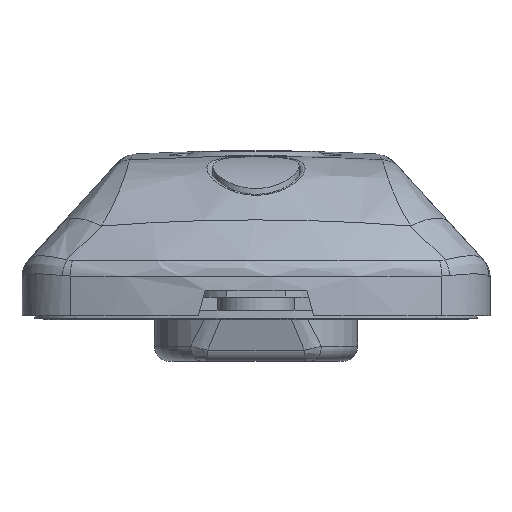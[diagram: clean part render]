
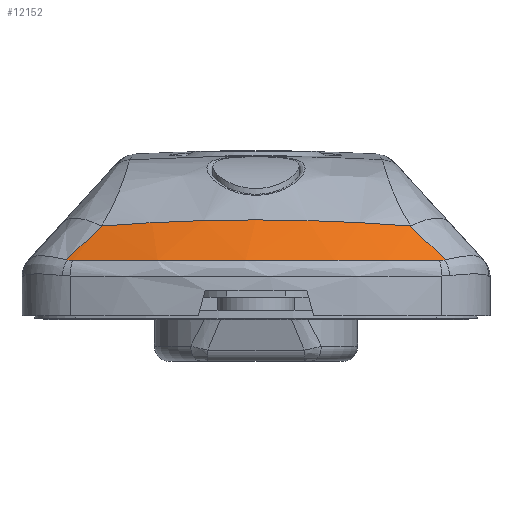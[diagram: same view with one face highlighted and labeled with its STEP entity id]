
A CAD part, front view. The second image highlights one B-rep face of the part: STEP entity #12152.
In plain terms, the highlighted free-form (B-spline) face has degree [3, 1] with [4, 2] control points.
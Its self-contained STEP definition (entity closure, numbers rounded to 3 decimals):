
#75 = CARTESIAN_POINT ( 'NONE',  ( -0.779, -51.83, 10.894 ) ) ;
#99 = CARTESIAN_POINT ( 'NONE',  ( -2.594, -45.17, 18.801 ) ) ;
#147 = CARTESIAN_POINT ( 'NONE',  ( 34.621, -45.686, 10.862 ) ) ;
#363 = EDGE_CURVE ( 'NONE', #19908, #16020, #21402, .T. ) ;
#527 = VERTEX_POINT ( 'NONE', #7117 ) ;
#1184 = ORIENTED_EDGE ( 'NONE', *, *, #363, .T. ) ;
#1485 = CARTESIAN_POINT ( 'NONE',  ( 37.193, -44.62, 10.938 ) ) ;
#1506 = CARTESIAN_POINT ( 'NONE',  ( 36.454, -44.98, 10.858 ) ) ;
#1547 = CARTESIAN_POINT ( 'NONE',  ( -35.049, -43.712, 13.044 ) ) ;
#1723 = CARTESIAN_POINT ( 'NONE',  ( 35.049, -43.712, 13.044 ) ) ;
#1807 = CARTESIAN_POINT ( 'NONE',  ( 6.159, -51.831, 10.894 ) ) ;
#1985 = CARTESIAN_POINT ( 'NONE',  ( 30.413, -41.471, 17.594 ) ) ;
#2061 = CARTESIAN_POINT ( 'NONE',  ( 27.916, -42.097, 17.798 ) ) ;
#2072 = ORIENTED_EDGE ( 'NONE', *, *, #13803, .T. ) ;
#3438 = CARTESIAN_POINT ( 'NONE',  ( -3.873, -51.758, 10.894 ) ) ;
#3490 = CARTESIAN_POINT ( 'NONE',  ( -32.789, -42.669, 15.263 ) ) ;
#3509 = CARTESIAN_POINT ( 'NONE',  ( 33.162, -46.209, 10.865 ) ) ;
#3654 = CARTESIAN_POINT ( 'NONE',  ( 28.738, -47.642, 10.873 ) ) ;
#3685 = B_SPLINE_CURVE_WITH_KNOTS ( 'NONE', 3,
 ( #7813, #6258, #11536, #18360 ),
 .UNSPECIFIED., .F., .F.,
 ( 4, 4 ),
 ( 0., 0.001 ),
 .UNSPECIFIED. ) ;
#3722 = EDGE_CURVE ( 'NONE', #16375, #9470, #21845, .T. ) ;
#3724 = CARTESIAN_POINT ( 'NONE',  ( -24.378, -49.018, 10.88 ) ) ;
#3757 = CARTESIAN_POINT ( 'NONE',  ( 20.37, -43.572, 18.278 ) ) ;
#4306 = ORIENTED_EDGE ( 'NONE', *, *, #20027, .T. ) ;
#4406 = B_SPLINE_CURVE_WITH_KNOTS ( 'NONE', 3,
 ( #15491, #2061, #13990, #3757, #20698, #18882, #6976, #20619, #99, #17434, #7207, #15648, #10403, #7057, #12114, #10332 ),
 .UNSPECIFIED., .F., .F.,
 ( 4, 2, 2, 2, 2, 2, 2, 4 ),
 ( 0.009, 0.017, 0.025, 0.04, 0.044, 0.048, 0.056, 0.071 ),
 .UNSPECIFIED. ) ;
#5217 = ORIENTED_EDGE ( 'NONE', *, *, #14525, .T. ) ;
#5297 = CARTESIAN_POINT ( 'NONE',  ( 32.789, -42.669, 15.263 ) ) ;
#5388 = CARTESIAN_POINT ( 'NONE',  ( 55., -39.028, 6.507 ) ) ;
#5464 = CARTESIAN_POINT ( 'NONE',  ( -20.597, -34., 39.5 ) ) ;
#5536 = CARTESIAN_POINT ( 'NONE',  ( 20.597, -61.685, 6.507 ) ) ;
#6258 = CARTESIAN_POINT ( 'NONE',  ( -36.829, -44.811, 10.884 ) ) ;
#6515 = CARTESIAN_POINT ( 'NONE',  ( 36.829, -44.811, 10.884 ) ) ;
#6885 = CARTESIAN_POINT ( 'NONE',  ( -12.325, -51.118, 10.891 ) ) ;
#6976 = CARTESIAN_POINT ( 'NONE',  ( 5.126, -45.191, 18.808 ) ) ;
#7057 = CARTESIAN_POINT ( 'NONE',  ( -20.456, -43.636, 18.299 ) ) ;
#7117 = CARTESIAN_POINT ( 'NONE',  ( -36.067, -45.129, 10.859 ) ) ;
#7207 = CARTESIAN_POINT ( 'NONE',  ( -6.459, -45.033, 18.756 ) ) ;
#7660 = CARTESIAN_POINT ( 'NONE',  ( -30.412, -41.471, 17.594 ) ) ;
#7813 = CARTESIAN_POINT ( 'NONE',  ( -37.193, -44.62, 10.938 ) ) ;
#8257 = FACE_OUTER_BOUND ( 'NONE', #12112, .T. ) ;
#8435 = CARTESIAN_POINT ( 'NONE',  ( 37.193, -44.62, 10.938 ) ) ;
#8648 = CARTESIAN_POINT ( 'NONE',  ( 30.222, -47.187, 10.87 ) ) ;
#8891 = ORIENTED_EDGE ( 'NONE', *, *, #3722, .T. ) ;
#9470 = VERTEX_POINT ( 'NONE', #11318 ) ;
#10306 = CARTESIAN_POINT ( 'NONE',  ( -1.551, -51.821, 10.894 ) ) ;
#10332 = CARTESIAN_POINT ( 'NONE',  ( -30.412, -41.471, 17.594 ) ) ;
#10403 = CARTESIAN_POINT ( 'NONE',  ( -12.854, -44.565, 18.603 ) ) ;
#10452 = CARTESIAN_POINT ( 'NONE',  ( 21.285, -49.596, 10.883 ) ) ;
#10674 = CARTESIAN_POINT ( 'NONE',  ( 20.597, -34., 39.5 ) ) ;
#11106 =( BOUNDED_SURFACE ( )  B_SPLINE_SURFACE ( 3, 1, ( 
 ( #5388, #17413 ),
 ( #5536, #10674 ),
 ( #17569, #5464 ),
 ( #15629, #12234 ) ),
 .UNSPECIFIED., .F., .F., .T. ) 
 B_SPLINE_SURFACE_WITH_KNOTS ( ( 4, 4 ),
 ( 2, 2 ),
 ( 0., 1. ),
 ( 0., 1. ),
 .UNSPECIFIED. ) 
 GEOMETRIC_REPRESENTATION_ITEM ( )  RATIONAL_B_SPLINE_SURFACE ( (
 ( 1., 1.),
 ( 0.89, 0.89),
 ( 0.89, 0.89),
 ( 1., 1.) ) ) 
 REPRESENTATION_ITEM ( '' )  SURFACE ( )  );
#11318 = CARTESIAN_POINT ( 'NONE',  ( -37.193, -44.62, 10.938 ) ) ;
#11436 = ORIENTED_EDGE ( 'NONE', *, *, #17018, .T. ) ;
#11536 = CARTESIAN_POINT ( 'NONE',  ( -36.454, -44.98, 10.858 ) ) ;
#11948 = CARTESIAN_POINT ( 'NONE',  ( 36.067, -45.129, 10.859 ) ) ;
#12112 = EDGE_LOOP ( 'NONE', ( #8891, #2072, #5217, #1184, #11436, #4306 ) ) ;
#12114 = CARTESIAN_POINT ( 'NONE',  ( -25.465, -42.712, 17.998 ) ) ;
#12152 = ADVANCED_FACE ( 'NONE', ( #8257 ), #11106, .F. ) ;
#12234 = CARTESIAN_POINT ( 'NONE',  ( -55., -11.343, 39.5 ) ) ;
#12300 = CARTESIAN_POINT ( 'NONE',  ( -6.192, -51.651, 10.893 ) ) ;
#13059 = VERTEX_POINT ( 'NONE', #1985 ) ;
#13310 = CARTESIAN_POINT ( 'NONE',  ( 36.067, -45.129, 10.859 ) ) ;
#13654 = CARTESIAN_POINT ( 'NONE',  ( -37.193, -44.62, 10.938 ) ) ;
#13672 = CARTESIAN_POINT ( 'NONE',  ( 36.067, -45.129, 10.859 ) ) ;
#13745 = CARTESIAN_POINT ( 'NONE',  ( 12.253, -51.268, 10.891 ) ) ;
#13803 = EDGE_CURVE ( 'NONE', #9470, #527, #3685, .T. ) ;
#13957 = CARTESIAN_POINT ( 'NONE',  ( -30.281, -47.356, 10.872 ) ) ;
#13990 = CARTESIAN_POINT ( 'NONE',  ( 25.406, -42.642, 17.975 ) ) ;
#14525 = EDGE_CURVE ( 'NONE', #527, #19908, #21358, .T. ) ;
#15099 = CARTESIAN_POINT ( 'NONE',  ( 37.193, -44.62, 10.938 ) ) ;
#15491 = CARTESIAN_POINT ( 'NONE',  ( 30.413, -41.471, 17.594 ) ) ;
#15545 = CARTESIAN_POINT ( 'NONE',  ( 24.278, -48.9, 10.88 ) ) ;
#15620 = CARTESIAN_POINT ( 'NONE',  ( -3.098, -51.785, 10.894 ) ) ;
#15629 = CARTESIAN_POINT ( 'NONE',  ( -55., -39.028, 6.507 ) ) ;
#15648 = CARTESIAN_POINT ( 'NONE',  ( -10.305, -44.799, 18.679 ) ) ;
#16020 = VERTEX_POINT ( 'NONE', #1485 ) ;
#16375 = VERTEX_POINT ( 'NONE', #7660 ) ;
#16875 = CARTESIAN_POINT ( 'NONE',  ( -30.412, -41.471, 17.594 ) ) ;
#17018 = EDGE_CURVE ( 'NONE', #16020, #13059, #18634, .T. ) ;
#17120 = CARTESIAN_POINT ( 'NONE',  ( -15.359, -50.696, 10.889 ) ) ;
#17262 = CARTESIAN_POINT ( 'NONE',  ( 30.413, -41.471, 17.594 ) ) ;
#17413 = CARTESIAN_POINT ( 'NONE',  ( 55., -11.343, 39.5 ) ) ;
#17434 = CARTESIAN_POINT ( 'NONE',  ( -5.173, -45.092, 18.775 ) ) ;
#17569 = CARTESIAN_POINT ( 'NONE',  ( -20.597, -61.685, 6.507 ) ) ;
#18360 = CARTESIAN_POINT ( 'NONE',  ( -36.067, -45.129, 10.859 ) ) ;
#18634 = B_SPLINE_CURVE_WITH_KNOTS ( 'NONE', 3,
 ( #8435, #1723, #5297, #17262 ),
 .UNSPECIFIED., .F., .F.,
 ( 4, 4 ),
 ( 0.167, 1. ),
 .UNSPECIFIED. ) ;
#18882 = CARTESIAN_POINT ( 'NONE',  ( 10.234, -44.882, 18.706 ) ) ;
#19908 = VERTEX_POINT ( 'NONE', #13310 ) ;
#20027 = EDGE_CURVE ( 'NONE', #13059, #16375, #4406, .T. ) ;
#20619 = CARTESIAN_POINT ( 'NONE',  ( -1.305, -45.19, 18.807 ) ) ;
#20698 = CARTESIAN_POINT ( 'NONE',  ( 17.843, -43.957, 18.404 ) ) ;
#20747 = CARTESIAN_POINT ( 'NONE',  ( -7.73, -51.544, 10.893 ) ) ;
#20894 = CARTESIAN_POINT ( 'NONE',  ( -36.067, -45.129, 10.859 ) ) ;
#21358 = B_SPLINE_CURVE_WITH_KNOTS ( 'NONE', 3,
 ( #20894, #13957, #3724, #17120, #6885, #20747, #12300, #3438, #15620, #10306, #75, #1807, #13745, #10452, #15545, #3654, #8648, #3509, #147, #13672 ),
 .UNSPECIFIED., .F., .F.,
 ( 4, 2, 2, 2, 2, 2, 2, 2, 2, 4 ),
 ( 0., 0.018, 0.028, 0.032, 0.034, 0.037, 0.055, 0.064, 0.069, 0.073 ),
 .UNSPECIFIED. ) ;
#21402 = B_SPLINE_CURVE_WITH_KNOTS ( 'NONE', 3,
 ( #11948, #1506, #6515, #15099 ),
 .UNSPECIFIED., .F., .F.,
 ( 4, 4 ),
 ( 0., 0.001 ),
 .UNSPECIFIED. ) ;
#21845 = B_SPLINE_CURVE_WITH_KNOTS ( 'NONE', 3,
 ( #16875, #3490, #1547, #13654 ),
 .UNSPECIFIED., .F., .F.,
 ( 4, 4 ),
 ( 0., 0.833 ),
 .UNSPECIFIED. ) ;
